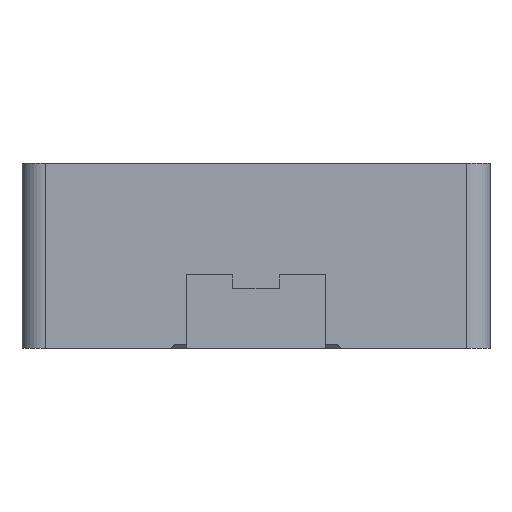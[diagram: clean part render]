
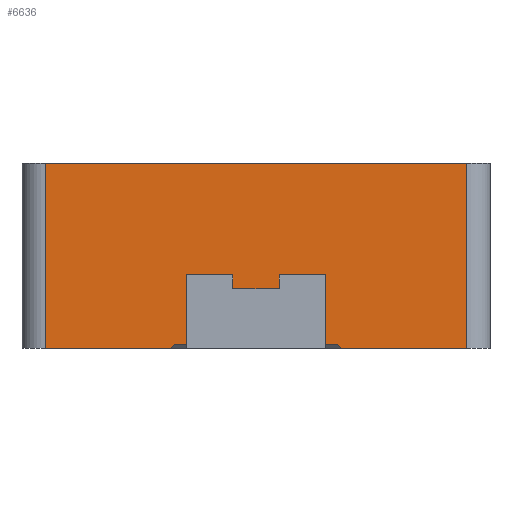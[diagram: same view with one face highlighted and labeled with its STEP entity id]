
A CAD part, left-side view. The second image highlights one B-rep face of the part: STEP entity #6636.
In plain terms, the highlighted planar face has unit normal (-1, 0, 0).
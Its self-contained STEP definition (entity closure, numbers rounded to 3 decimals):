
#488=FACE_OUTER_BOUND('',#862,.T.);
#862=EDGE_LOOP('',(#4515,#4516,#4517,#4518,#4519,#4520,#4521,#4522));
#1357=LINE('',#9250,#2037);
#1367=LINE('',#9462,#2047);
#1373=LINE('',#9480,#2053);
#1406=LINE('',#9714,#2086);
#1407=LINE('',#9716,#2087);
#1408=LINE('',#9717,#2088);
#1409=LINE('',#9718,#2089);
#1410=LINE('',#9719,#2090);
#2037=VECTOR('',#7580,1.);
#2047=VECTOR('',#7600,1.);
#2053=VECTOR('',#7614,1.);
#2086=VECTOR('',#7649,1.);
#2087=VECTOR('',#7650,1.);
#2088=VECTOR('',#7651,1.);
#2089=VECTOR('',#7652,1.);
#2090=VECTOR('',#7653,1.);
#2775=VERTEX_POINT('',#9248);
#2776=VERTEX_POINT('',#9249);
#2798=VERTEX_POINT('',#9459);
#2799=VERTEX_POINT('',#9461);
#2806=VERTEX_POINT('',#9477);
#2807=VERTEX_POINT('',#9479);
#2849=VERTEX_POINT('',#9713);
#2850=VERTEX_POINT('',#9715);
#3427=EDGE_CURVE('',#2775,#2776,#1357,.T.);
#3451=EDGE_CURVE('',#2799,#2798,#1367,.T.);
#3461=EDGE_CURVE('',#2807,#2806,#1373,.T.);
#3504=EDGE_CURVE('',#2798,#2849,#1406,.T.);
#3505=EDGE_CURVE('',#2850,#2849,#1407,.T.);
#3506=EDGE_CURVE('',#2850,#2807,#1408,.T.);
#3507=EDGE_CURVE('',#2806,#2776,#1409,.T.);
#3508=EDGE_CURVE('',#2775,#2799,#1410,.T.);
#4515=ORIENTED_EDGE('',*,*,#3504,.T.);
#4516=ORIENTED_EDGE('',*,*,#3505,.F.);
#4517=ORIENTED_EDGE('',*,*,#3506,.T.);
#4518=ORIENTED_EDGE('',*,*,#3461,.T.);
#4519=ORIENTED_EDGE('',*,*,#3507,.T.);
#4520=ORIENTED_EDGE('',*,*,#3427,.F.);
#4521=ORIENTED_EDGE('',*,*,#3508,.T.);
#4522=ORIENTED_EDGE('',*,*,#3451,.T.);
#6061=PLANE('',#7047);
#6636=ADVANCED_FACE('',(#488),#6061,.F.);
#7047=AXIS2_PLACEMENT_3D('',#9712,#7647,#7648);
#7580=DIRECTION('',(0.,-1.,0.));
#7600=DIRECTION('',(0.,-1.,0.));
#7614=DIRECTION('',(0.,-1.,0.));
#7647=DIRECTION('center_axis',(1.,0.,0.));
#7648=DIRECTION('ref_axis',(0.,1.,0.));
#7649=DIRECTION('',(0.,-0.707,0.707));
#7650=DIRECTION('',(0.,1.,0.));
#7651=DIRECTION('',(0.,-0.707,-0.707));
#7652=DIRECTION('',(0.,0.,1.));
#7653=DIRECTION('',(0.,0.,-1.));
#9248=CARTESIAN_POINT('',(-5.7,4.55,4.01));
#9249=CARTESIAN_POINT('',(-5.7,-4.55,4.01));
#9250=CARTESIAN_POINT('',(-5.7,5.05,4.01));
#9459=CARTESIAN_POINT('',(-5.7,1.85,0.01));
#9461=CARTESIAN_POINT('',(-5.7,4.55,0.01));
#9462=CARTESIAN_POINT('',(-5.7,5.05,0.01));
#9477=CARTESIAN_POINT('',(-5.7,-4.55,0.01));
#9479=CARTESIAN_POINT('',(-5.7,-1.85,0.01));
#9480=CARTESIAN_POINT('',(-5.7,5.05,0.01));
#9712=CARTESIAN_POINT('Origin',(-5.7,5.05,4.01));
#9713=CARTESIAN_POINT('',(-5.7,1.76,0.1));
#9714=CARTESIAN_POINT('',(-5.7,1.75,0.11));
#9715=CARTESIAN_POINT('',(-5.7,-1.76,0.1));
#9716=CARTESIAN_POINT('',(-5.7,0.,0.1));
#9717=CARTESIAN_POINT('',(-5.7,-1.85,0.01));
#9718=CARTESIAN_POINT('',(-5.7,-4.55,4.01));
#9719=CARTESIAN_POINT('',(-5.7,4.55,4.01));
